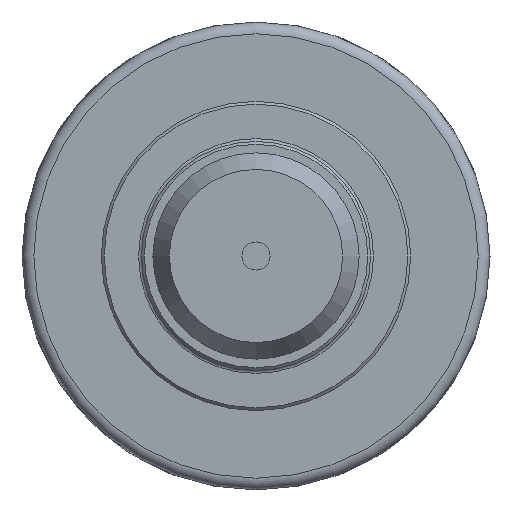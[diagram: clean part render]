
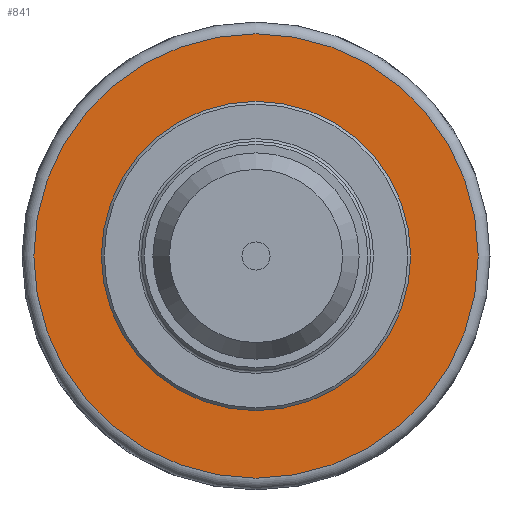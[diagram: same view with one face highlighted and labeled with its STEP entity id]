
A CAD part, left-side view. The second image highlights one B-rep face of the part: STEP entity #841.
In plain terms, the highlighted planar face has unit normal (-1, 0, 0).
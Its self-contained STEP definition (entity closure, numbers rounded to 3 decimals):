
#48=FACE_BOUND('',#191,.T.);
#61=CIRCLE('',#916,26.);
#67=CIRCLE('',#925,38.785);
#68=CIRCLE('',#926,38.785);
#136=FACE_OUTER_BOUND('',#190,.T.);
#190=EDGE_LOOP('',(#651,#652));
#191=EDGE_LOOP('',(#653));
#373=VERTEX_POINT('',#1418);
#383=VERTEX_POINT('',#1466);
#384=VERTEX_POINT('',#1467);
#474=EDGE_CURVE('',#373,#373,#61,.T.);
#486=EDGE_CURVE('',#383,#384,#67,.T.);
#487=EDGE_CURVE('',#384,#383,#68,.T.);
#651=ORIENTED_EDGE('',*,*,#486,.F.);
#652=ORIENTED_EDGE('',*,*,#487,.F.);
#653=ORIENTED_EDGE('',*,*,#474,.T.);
#808=PLANE('',#924);
#841=ADVANCED_FACE('',(#136,#48),#808,.T.);
#916=AXIS2_PLACEMENT_3D('',#1419,#1089,#1090);
#924=AXIS2_PLACEMENT_3D('',#1465,#1108,#1109);
#925=AXIS2_PLACEMENT_3D('',#1468,#1110,#1111);
#926=AXIS2_PLACEMENT_3D('',#1469,#1112,#1113);
#1089=DIRECTION('center_axis',(1.,0.,0.));
#1090=DIRECTION('ref_axis',(0.,0.,
1.));
#1108=DIRECTION('center_axis',(-1.,0.,0.));
#1109=DIRECTION('ref_axis',(0.,1.,0.));
#1110=DIRECTION('center_axis',(1.,0.,0.));
#1111=DIRECTION('ref_axis',(0.,0.,1.));
#1112=DIRECTION('center_axis',(1.,0.,0.));
#1113=DIRECTION('ref_axis',(0.,0.,1.));
#1418=CARTESIAN_POINT('',(22.,0.,-26.));
#1419=CARTESIAN_POINT('Origin',(22.,0.,0.));
#1465=CARTESIAN_POINT('Origin',(22.,0.,-35.078));
#1466=CARTESIAN_POINT('',(22.,0.,-38.785));
#1467=CARTESIAN_POINT('',(22.,38.785,0.));
#1468=CARTESIAN_POINT('Origin',(22.,0.,0.));
#1469=CARTESIAN_POINT('Origin',(22.,0.,0.));
